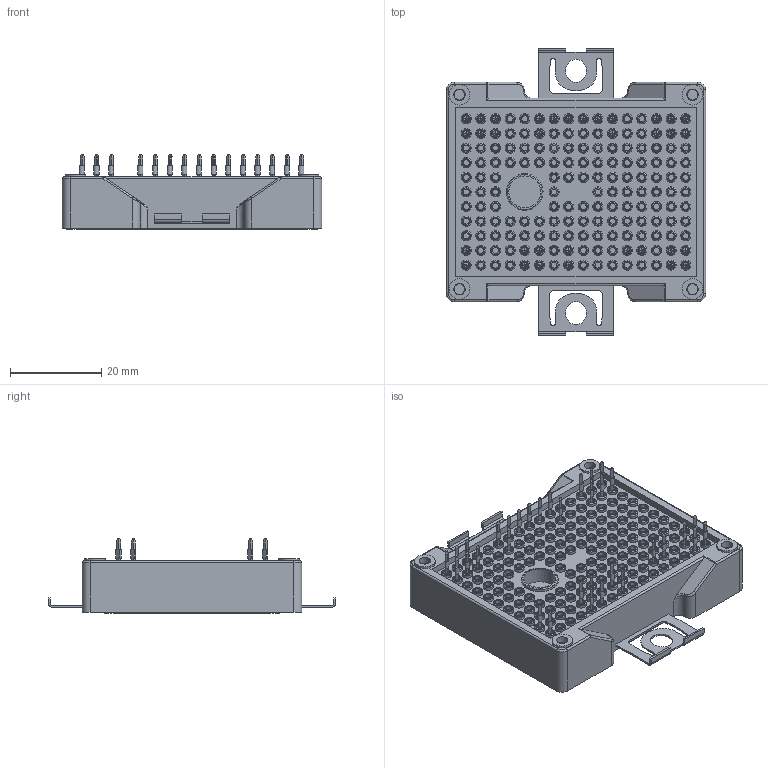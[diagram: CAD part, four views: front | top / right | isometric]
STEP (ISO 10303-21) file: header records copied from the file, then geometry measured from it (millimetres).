
FILE_DESCRIPTION(/* description */ (''),/* implementation_level */ '2;1');
FILE_NAME(/* name */ 'F4-15MR12W2M1_B76t.stp',/* time_stamp */ '2020-07-15T10:00:57+02:00',/* author */ ('steimark'),/* organization */ (''),/* preprocessor_version */ 'ST-DEVELOPER v17',/* originating_system */ 'Autodesk Inventor 2018',/* authorisation */ '');
FILE_SCHEMA (('CONFIG_CONTROL_DESIGN'));
Products named in the file (1): W00176043
Bounding box: 56.7 x 62.8 x 16.4 mm (x, y, z)
Volume: 26391.6 mm3; surface area: 10752.2 mm2
Topology: 1 solids, 1 shells, 1863 faces, 5116 edges, 3668 vertices
Faces by surface type: plane 931, cylinder 750, torus 170, bspline 8, sphere 4
Full cylindrical faces by diameter (mm): 0.2 x34, 1.3 x165, 2.2 x165, 2.3 x4, 2.5 x4, 4.5 x4, 7 x1, 8 x1
Entity records: 63989 total; most frequent: DIRECTION 11802, CARTESIAN_POINT 10864, ORIENTED_EDGE 10224, EDGE_CURVE 5112, AXIS2_PLACEMENT_3D 4838, VERTEX_POINT 3668, CIRCLE 2686, EDGE_LOOP 2288
